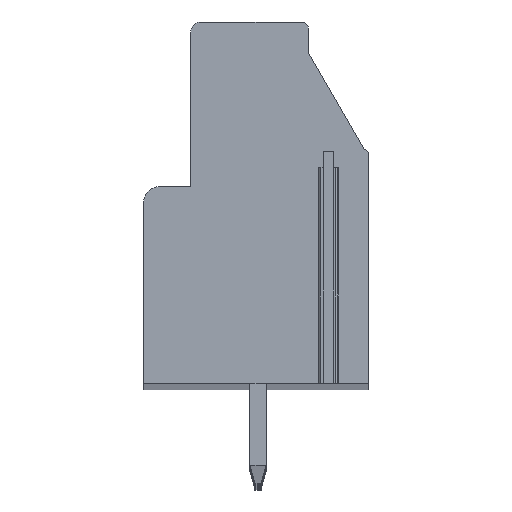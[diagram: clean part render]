
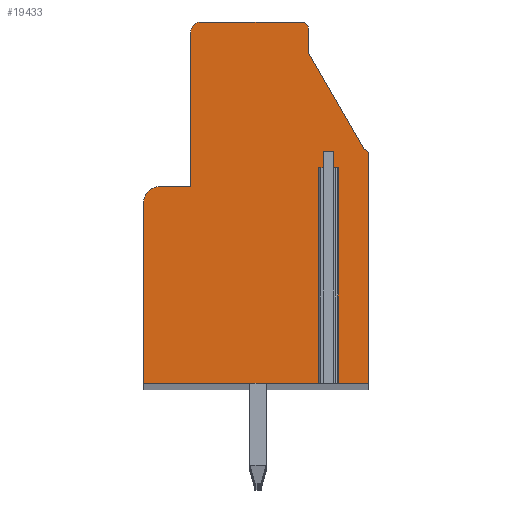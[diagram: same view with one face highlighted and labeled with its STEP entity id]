
A CAD part, top view. The second image highlights one B-rep face of the part: STEP entity #19433.
In plain terms, the highlighted planar face has unit normal (0, 0, 1).
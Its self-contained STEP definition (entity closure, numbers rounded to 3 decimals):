
#6067=DIRECTION('',(-1.,0.,0.));
#6068=VECTOR('',#6067,0.5);
#6069=CARTESIAN_POINT('',(3.85,2.55,3.81));
#6070=LINE('',#6069,#6068);
#6071=DIRECTION('',(0.,1.,0.));
#6072=VECTOR('',#6071,0.8);
#6073=CARTESIAN_POINT('',(3.35,1.75,3.81));
#6074=LINE('',#6073,#6072);
#6075=DIRECTION('',(0.,1.,0.));
#6076=VECTOR('',#6075,10.75);
#6077=CARTESIAN_POINT('',(3.35,-9.,3.81));
#6078=LINE('',#6077,#6076);
#6079=DIRECTION('',(1.,0.,0.));
#6080=VECTOR('',#6079,8.95);
#6081=CARTESIAN_POINT('',(-5.6,-9.,3.81));
#6082=LINE('',#6081,#6080);
#6083=DIRECTION('',(0.,-1.,0.));
#6084=VECTOR('',#6083,9.);
#6085=CARTESIAN_POINT('',(-5.6,0.,3.81));
#6086=LINE('',#6085,#6084);
#6087=CARTESIAN_POINT('',(-4.8,0.,3.81));
#6088=DIRECTION('',(0.,0.,1.));
#6089=DIRECTION('',(0.,1.,0.));
#6090=AXIS2_PLACEMENT_3D('',#6087,#6088,#6089);
#6092=DIRECTION('',(-1.,0.,0.));
#6093=VECTOR('',#6092,1.55);
#6094=CARTESIAN_POINT('',(-3.25,0.8,3.81));
#6095=LINE('',#6094,#6093);
#6096=DIRECTION('',(0.,-1.,0.));
#6097=VECTOR('',#6096,7.7);
#6098=CARTESIAN_POINT('',(-3.25,8.5,3.81));
#6099=LINE('',#6098,#6097);
#6100=CARTESIAN_POINT('',(-2.75,8.5,3.81));
#6101=DIRECTION('',(0.,0.,1.));
#6102=DIRECTION('',(0.,1.,0.));
#6103=AXIS2_PLACEMENT_3D('',#6100,#6101,#6102);
#6105=DIRECTION('',(-1.,0.,0.));
#6106=VECTOR('',#6105,5.05);
#6107=CARTESIAN_POINT('',(2.3,9.,3.81));
#6108=LINE('',#6107,#6106);
#6109=CARTESIAN_POINT('',(2.3,8.7,3.81));
#6110=DIRECTION('',(0.,0.,1.));
#6111=DIRECTION('',(1.,0.,0.));
#6112=AXIS2_PLACEMENT_3D('',#6109,#6110,#6111);
#6114=DIRECTION('',(0.,1.,0.));
#6115=VECTOR('',#6114,1.2);
#6116=CARTESIAN_POINT('',(2.6,7.5,3.81));
#6117=LINE('',#6116,#6115);
#6118=DIRECTION('',(-0.5,0.866,0.));
#6119=VECTOR('',#6118,5.6);
#6120=CARTESIAN_POINT('',(5.4,2.65,3.81));
#6121=LINE('',#6120,#6119);
#6122=CARTESIAN_POINT('',(5.4,2.45,3.81));
#6123=DIRECTION('',(0.,0.,1.));
#6124=DIRECTION('',(1.,0.,0.));
#6125=AXIS2_PLACEMENT_3D('',#6122,#6123,#6124);
#6127=DIRECTION('',(0.,1.,0.));
#6128=VECTOR('',#6127,11.45);
#6129=CARTESIAN_POINT('',(5.6,-9.,3.81));
#6130=LINE('',#6129,#6128);
#6131=DIRECTION('',(1.,0.,0.));
#6132=VECTOR('',#6131,1.75);
#6133=CARTESIAN_POINT('',(3.85,-9.,3.81));
#6134=LINE('',#6133,#6132);
#6135=DIRECTION('',(0.,1.,0.));
#6136=VECTOR('',#6135,10.75);
#6137=CARTESIAN_POINT('',(3.85,-9.,3.81));
#6138=LINE('',#6137,#6136);
#6139=DIRECTION('',(0.,1.,0.));
#6140=VECTOR('',#6139,0.8);
#6141=CARTESIAN_POINT('',(3.85,1.75,3.81));
#6142=LINE('',#6141,#6140);
#9197=CARTESIAN_POINT('',(5.6,-9.,3.81));
#9198=CARTESIAN_POINT('',(5.6,2.45,3.81));
#9199=VERTEX_POINT('',#9197);
#9200=VERTEX_POINT('',#9198);
#9201=CARTESIAN_POINT('',(5.4,2.65,3.81));
#9202=VERTEX_POINT('',#9201);
#9203=CARTESIAN_POINT('',(2.6,7.5,3.81));
#9204=VERTEX_POINT('',#9203);
#9206=CARTESIAN_POINT('',(-5.6,-9.,3.81));
#9208=VERTEX_POINT('',#9206);
#9225=CARTESIAN_POINT('',(3.35,-9.,3.81));
#9226=VERTEX_POINT('',#9225);
#9227=CARTESIAN_POINT('',(3.85,-9.,3.81));
#9228=VERTEX_POINT('',#9227);
#9398=CARTESIAN_POINT('',(-3.25,0.8,3.81));
#9400=VERTEX_POINT('',#9398);
#9405=CARTESIAN_POINT('',(-4.8,0.8,3.81));
#9406=VERTEX_POINT('',#9405);
#9407=CARTESIAN_POINT('',(-5.6,0.,3.81));
#9408=VERTEX_POINT('',#9407);
#9413=CARTESIAN_POINT('',(-2.75,9.,3.81));
#9414=VERTEX_POINT('',#9413);
#9415=CARTESIAN_POINT('',(-3.25,8.5,3.81));
#9416=VERTEX_POINT('',#9415);
#9421=CARTESIAN_POINT('',(2.6,8.7,3.81));
#9422=VERTEX_POINT('',#9421);
#9423=CARTESIAN_POINT('',(2.3,9.,3.81));
#9424=VERTEX_POINT('',#9423);
#9429=CARTESIAN_POINT('',(3.85,2.55,3.81));
#9430=CARTESIAN_POINT('',(3.35,2.55,3.81));
#9431=VERTEX_POINT('',#9429);
#9432=VERTEX_POINT('',#9430);
#9433=CARTESIAN_POINT('',(3.35,1.75,3.81));
#9434=VERTEX_POINT('',#9433);
#9435=CARTESIAN_POINT('',(3.85,1.75,3.81));
#9436=VERTEX_POINT('',#9435);
#19403=CARTESIAN_POINT('',(0.,0.,3.81));
#19404=DIRECTION('',(0.,0.,1.));
#19405=DIRECTION('',(1.,0.,0.));
#19406=AXIS2_PLACEMENT_3D('',#19403,#19404,#19405);
#19407=PLANE('',#19406);
#19409=ORIENTED_EDGE('',*,*,#19408,.T.);
#19411=ORIENTED_EDGE('',*,*,#19410,.F.);
#19413=ORIENTED_EDGE('',*,*,#19412,.F.);
#19414=ORIENTED_EDGE('',*,*,#19040,.F.);
#19415=ORIENTED_EDGE('',*,*,#19396,.F.);
#19416=ORIENTED_EDGE('',*,*,#11649,.F.);
#19417=ORIENTED_EDGE('',*,*,#11665,.F.);
#19418=ORIENTED_EDGE('',*,*,#11677,.F.);
#19419=ORIENTED_EDGE('',*,*,#11692,.F.);
#19420=ORIENTED_EDGE('',*,*,#11707,.F.);
#19421=ORIENTED_EDGE('',*,*,#18728,.F.);
#19422=ORIENTED_EDGE('',*,*,#18743,.F.);
#19423=ORIENTED_EDGE('',*,*,#18756,.F.);
#19424=ORIENTED_EDGE('',*,*,#18770,.F.);
#19425=ORIENTED_EDGE('',*,*,#18784,.F.);
#19426=ORIENTED_EDGE('',*,*,#19052,.F.);
#19428=ORIENTED_EDGE('',*,*,#19427,.T.);
#19430=ORIENTED_EDGE('',*,*,#19429,.T.);
#19431=EDGE_LOOP('',(#19409,#19411,#19413,#19414,#19415,#19416,#19417,#19418,
#19419,#19420,#19421,#19422,#19423,#19424,#19425,#19426,#19428,#19430));
#19432=FACE_OUTER_BOUND('',#19431,.F.);
#6091=CIRCLE('',#6090,0.8);
#6104=CIRCLE('',#6103,0.5);
#6113=CIRCLE('',#6112,0.3);
#6126=CIRCLE('',#6125,0.2);
#11649=EDGE_CURVE('',#9406,#9408,#6091,.T.);
#11665=EDGE_CURVE('',#9400,#9406,#6095,.T.);
#11677=EDGE_CURVE('',#9416,#9400,#6099,.T.);
#11692=EDGE_CURVE('',#9414,#9416,#6104,.T.);
#11707=EDGE_CURVE('',#9424,#9414,#6108,.T.);
#18728=EDGE_CURVE('',#9422,#9424,#6113,.T.);
#18743=EDGE_CURVE('',#9204,#9422,#6117,.T.);
#18756=EDGE_CURVE('',#9202,#9204,#6121,.T.);
#18770=EDGE_CURVE('',#9200,#9202,#6126,.T.);
#18784=EDGE_CURVE('',#9199,#9200,#6130,.T.);
#19040=EDGE_CURVE('',#9208,#9226,#6082,.T.);
#19052=EDGE_CURVE('',#9228,#9199,#6134,.T.);
#19396=EDGE_CURVE('',#9408,#9208,#6086,.T.);
#19408=EDGE_CURVE('',#9431,#9432,#6070,.T.);
#19410=EDGE_CURVE('',#9434,#9432,#6074,.T.);
#19412=EDGE_CURVE('',#9226,#9434,#6078,.T.);
#19427=EDGE_CURVE('',#9228,#9436,#6138,.T.);
#19429=EDGE_CURVE('',#9436,#9431,#6142,.T.);
#19433=ADVANCED_FACE('',(#19432),#19407,.T.);
